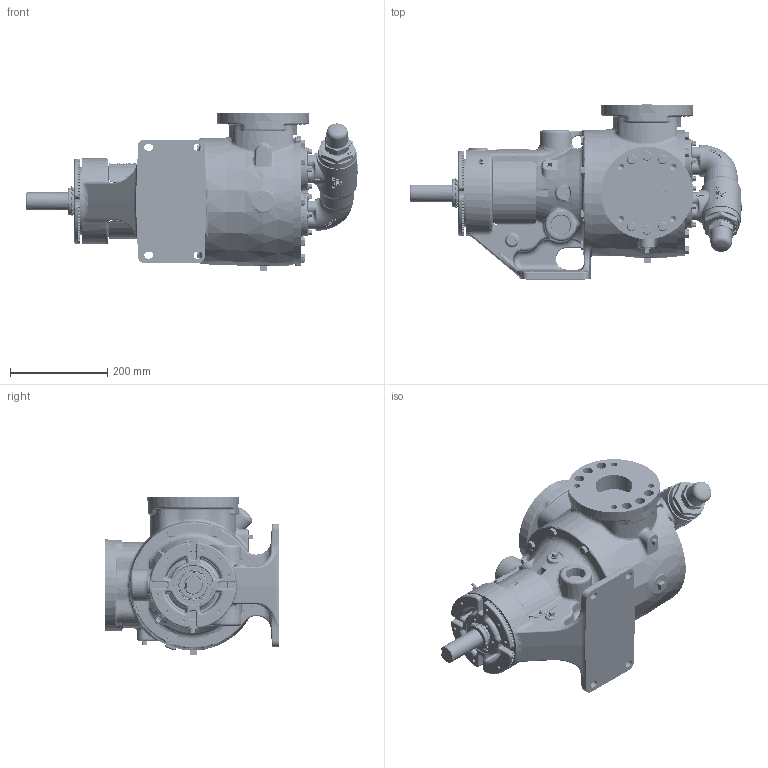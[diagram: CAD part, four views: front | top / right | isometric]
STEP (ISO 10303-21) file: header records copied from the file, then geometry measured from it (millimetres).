
FILE_DESCRIPTION (( 'STEP AP214' ), '1' );
FILE_NAME ('LV-4819.step', '2025-12-05T05:08:15', ( '' ), ( '' ), 'SwSTEP 2.0', 'SolidWorks 2024', '' );
FILE_SCHEMA (( 'AUTOMOTIVE_DESIGN' ));
Products named in the file (1): LV-4819
Bounding box: 684.39 x 360.36 x 326.71 mm (x, y, z)
Volume: 20790138.5 mm3; surface area: 998317.7 mm2
Topology: 1 solids, 1 shells, 6542 faces, 16595 edges, 10240 vertices
Faces by surface type: bspline 2189, plane 2037, cylinder 1162, cone 789, torus 279, sphere 86
Entity records: 316283 total; most frequent: CARTESIAN_POINT 177664, ORIENTED_EDGE 32856, DIRECTION 22853, EDGE_CURVE 16428, VERTEX_POINT 10237, AXIS2_PLACEMENT_3D 8588, EDGE_LOOP 6915, ADVANCED_FACE 6542
